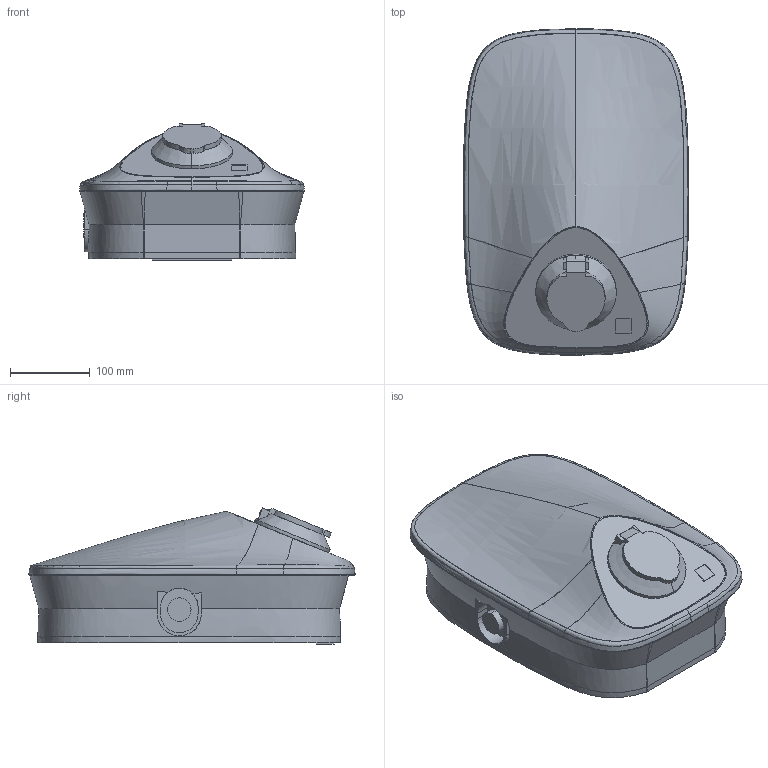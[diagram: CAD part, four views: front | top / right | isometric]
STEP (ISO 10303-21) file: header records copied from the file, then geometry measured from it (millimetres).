
FILE_DESCRIPTION((''),'2;1');
FILE_NAME('EVH4A03N2-3D_ASM','2022-06-14T15:55:59',('SESA644935'),('Schneider-Electric'),'CREO PARAMETRIC BY PTC INC, 2019471','CREO PARAMETRIC BY PTC INC, 2019471','');
FILE_SCHEMA(('CONFIG_CONTROL_DESIGN'));
Length unit declared in the file: millimetre
Products named in the file (2): EVH4A03N2; EVH4A03N2-3D_ASM
Assembly tree (1 placements, depth 2):
  EVH4A03N2-3D_ASM
    EVH4A03N2
Bounding box: 282.17 x 408.82 x 170.32 mm (x, y, z)
Volume: 8051941.6 mm3; surface area: 572894.6 mm2
Topology: 1 solids, 2 shells, 187 faces, 468 edges, 299 vertices
Faces by surface type: plane 85, bspline 54, cylinder 24, extrusion 18, cone 6
Entity records: 33417 total; most frequent: CARTESIAN_POINT 29337, ORIENTED_EDGE 936, DIRECTION 612, EDGE_CURVE 468, VERTEX_POINT 299, VECTOR 264, LINE 246, EDGE_LOOP 201
